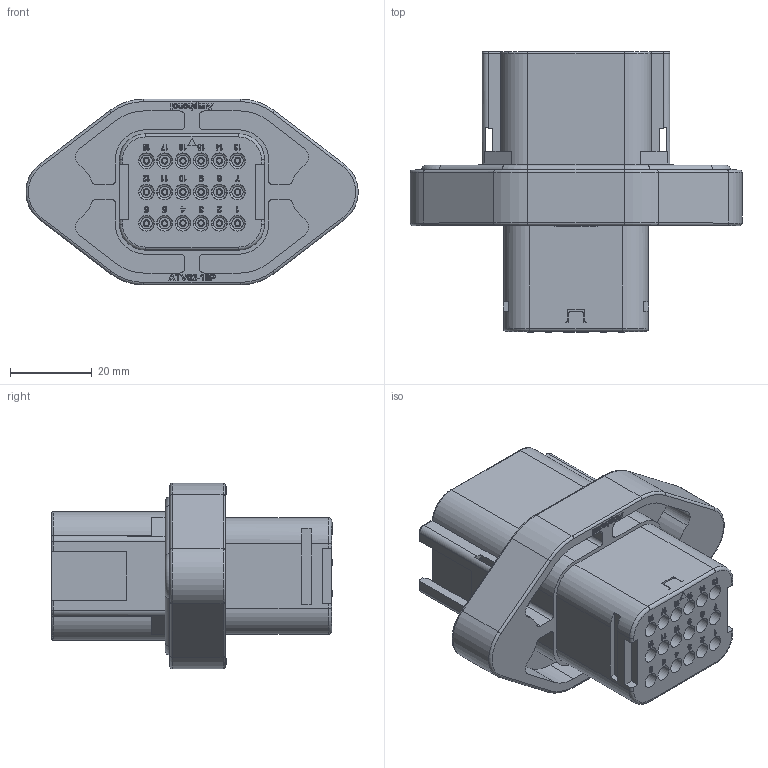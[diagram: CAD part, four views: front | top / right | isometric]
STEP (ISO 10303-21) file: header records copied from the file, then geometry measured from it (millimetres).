
FILE_DESCRIPTION((''),'2;1');
FILE_NAME('PL000596-XXX','2018-05-25T',('sullen.zhang'),(''),'PRO/ENGINEER BY PARAMETRIC TECHNOLOGY CORPORATION, 2013230','PRO/ENGINEER BY PARAMETRIC TECHNOLOGY CORPORATION, 2013230','');
FILE_SCHEMA(('CONFIG_CONTROL_DESIGN'));
Products named in the file (1): PL000596-XXX
Bounding box: 81.04 x 68.55 x 45.35 mm (x, y, z)
Volume: 57656.5 mm3; surface area: 26693.8 mm2
Topology: 1 solids, 1 shells, 1494 faces, 3954 edges, 2592 vertices
Faces by surface type: plane 599, extrusion 494, cylinder 253, torus 108, bspline 30, cone 8, sphere 2
Entity records: 54585 total; most frequent: CARTESIAN_POINT 19239, ORIENTED_EDGE 7900, DIRECTION 5886, EDGE_CURVE 3950, VECTOR 2650, VERTEX_POINT 2592, LINE 2156, B_SPLINE_CURVE_WITH_KNOTS 1640
